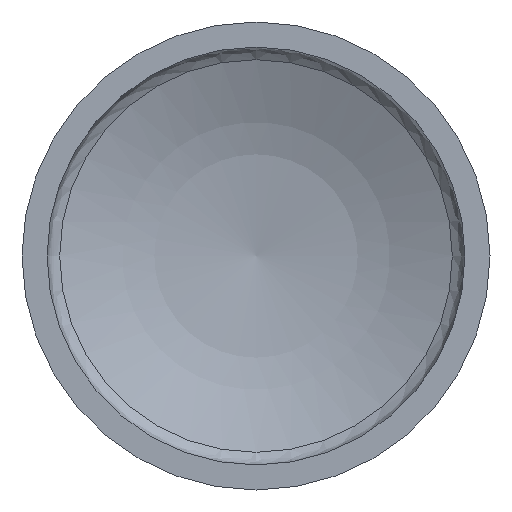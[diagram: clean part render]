
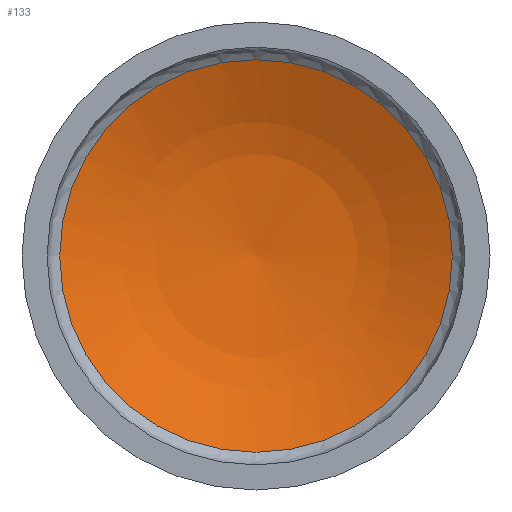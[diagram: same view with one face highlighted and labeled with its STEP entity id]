
A CAD part, left-side view. The second image highlights one B-rep face of the part: STEP entity #133.
In plain terms, the highlighted free-form (B-spline) face has degree [2, 2] with [3, 3] control points.
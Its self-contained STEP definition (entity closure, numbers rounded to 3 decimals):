
#105=CARTESIAN_POINT('',(-6.427,-10.662,-11.745));
#106=CARTESIAN_POINT('',(-1.5,-12.939,0.0));
#107=CARTESIAN_POINT('',(-6.427,-10.662,11.745));
#108=CARTESIAN_POINT('',(-1.5,0.,-11.745));
#109=CARTESIAN_POINT('',(4.479,0.,0.0));
#110=CARTESIAN_POINT('',(-1.5,0.,11.745));
#111=CARTESIAN_POINT('',(-6.427,10.662,-11.745));
#112=CARTESIAN_POINT('',(-1.5,12.939,0.0));
#113=CARTESIAN_POINT('',(-6.427,10.662,11.745));
#121=(BOUNDED_SURFACE()B_SPLINE_SURFACE(2,2,((#105,#108,#111),(#106,#109,#112),(#107,#110,#113)),.UNSPECIFIED.,.F.,.F.,.U.)B_SPLINE_SURFACE_WITH_KNOTS((3,3),(3,3),(-0.433,0.433),(0.0,0.866),.UNSPECIFIED.)GEOMETRIC_REPRESENTATION_ITEM()RATIONAL_B_SPLINE_SURFACE(((1.0,0.908,1.0),(0.908,0.824,0.908),(1.0,0.908,1.0)))REPRESENTATION_ITEM('')SURFACE());
#122=CARTESIAN_POINT('',(-4.083,11.745,0.0));
#123=VERTEX_POINT('',#122);
#124=CARTESIAN_POINT('',(-4.083,0.,0.0));
#125=DIRECTION('',(1.0,0.0,0.0));
#126=DIRECTION('',(0.0,1.0,0.0));
#127=AXIS2_PLACEMENT_3D('',#124,#125,#126);
#128=CIRCLE('',#127,11.745);
#129=EDGE_CURVE('',#123,#123,#128,.T.);
#130=ORIENTED_EDGE('',*,*,#129,.F.);
#131=EDGE_LOOP('',(#130));
#132=FACE_OUTER_BOUND('',#131,.T.);
#133=ADVANCED_FACE('',(#132),#121,.T.);
